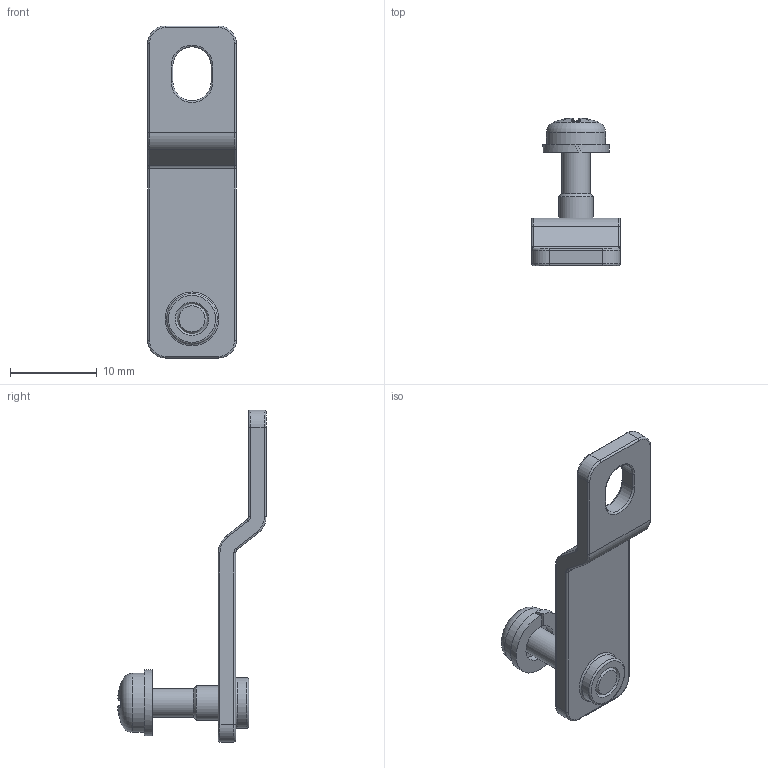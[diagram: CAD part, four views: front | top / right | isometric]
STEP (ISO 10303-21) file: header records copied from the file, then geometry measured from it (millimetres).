
FILE_DESCRIPTION(/* description */ (''),/* implementation_level */ '2;1');
FILE_NAME(/* name */ '011310053x - ABL-Sets M4.stp',/* time_stamp */ '2017-02-07T12:19:21+01:00',/* author */ ('robin.rentz'),/* organization */ (''),/* preprocessor_version */ 'ST-DEVELOPER v16.5',/* originating_system */ 'Autodesk Inventor 2017',/* authorisation */ '');
FILE_SCHEMA (('AUTOMOTIVE_DESIGN { 1 0 10303 214 3 1 1 }'));
Length unit declared in the file: millimetre
Products named in the file (4): BG ABL M4; 0113100522 - ABL Einzellasche M4; 1990000276 Schraube BM4x12_6; DIN 127 - A 4
Assembly tree (3 placements, depth 2):
  BG ABL M4
    0113100522 - ABL Einzellasche M4
    1990000276 Schraube BM4x12_6
    DIN 127 - A 4
Bounding box: 10.2 x 17.03 x 38.2 mm (x, y, z)
Volume: 1003.8 mm3; surface area: 1381.4 mm2
Topology: 3 solids, 3 shells, 141 faces, 335 edges, 203 vertices
Faces by surface type: torus 43, cylinder 37, plane 35, cone 17, bspline 8, sphere 1
Full cylindrical faces by diameter (mm): 3.242 x1, 3.3 x1, 4 x1, 5.8 x1, 6.8 x1
Entity records: 4716 total; most frequent: CARTESIAN_POINT 1408, DIRECTION 724, ORIENTED_EDGE 640, EDGE_CURVE 320, AXIS2_PLACEMENT_3D 320, VERTEX_POINT 200, EDGE_LOOP 160, CIRCLE 160
